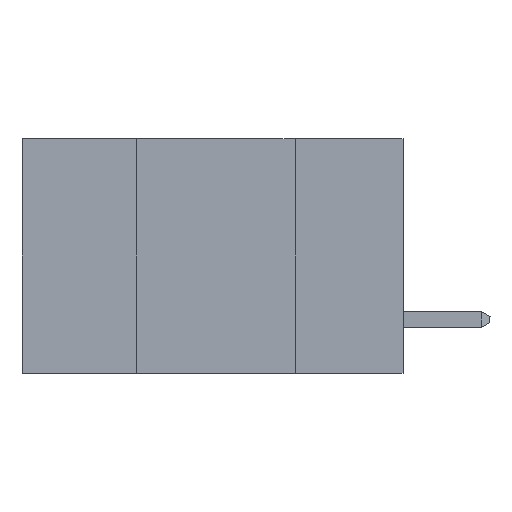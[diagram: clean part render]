
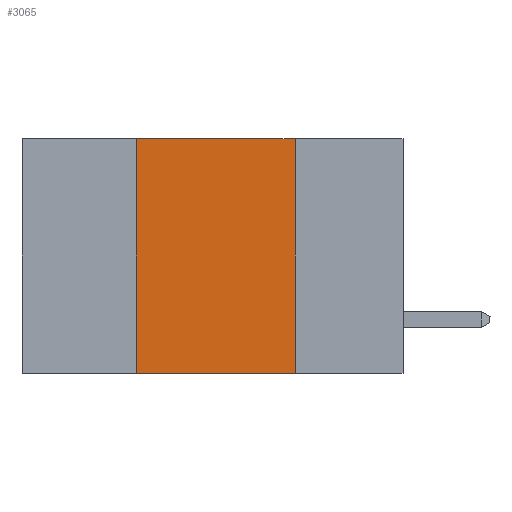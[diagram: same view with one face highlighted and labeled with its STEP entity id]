
A CAD part, left-side view. The second image highlights one B-rep face of the part: STEP entity #3065.
In plain terms, the highlighted planar face has unit normal (-1, 0, 0).
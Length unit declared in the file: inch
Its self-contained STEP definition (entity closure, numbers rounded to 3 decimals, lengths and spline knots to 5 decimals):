
#109 = FACE_OUTER_BOUND ( 'NONE', #6488, .T. ) ;
#1056 = DIRECTION ( 'NONE',  ( 0., -1., 0. ) ) ;
#3065 = ADVANCED_FACE ( 'NONE', ( #109 ), #26536, .F. ) ;
#3090 = CARTESIAN_POINT ( 'NONE',  ( 0., 0.17, -0.37 ) ) ;
#3928 = LINE ( 'NONE', #25191, #8079 ) ;
#6488 = EDGE_LOOP ( 'NONE', ( #21430, #17747, #28715, #20088 ) ) ;
#7541 = VECTOR ( 'NONE', #26454, 39.37008 ) ;
#7990 = VERTEX_POINT ( 'NONE', #10769 ) ;
#8072 = CARTESIAN_POINT ( 'NONE',  ( 0., 0.6, 0. ) ) ;
#8079 = VECTOR ( 'NONE', #10649, 39.37008 ) ;
#8232 = CARTESIAN_POINT ( 'NONE',  ( 0., 0.6, 0. ) ) ;
#10649 = DIRECTION ( 'NONE',  ( 0., 0., -1. ) ) ;
#10716 = DIRECTION ( 'NONE',  ( 1., 0., 0. ) ) ;
#10769 = CARTESIAN_POINT ( 'NONE',  ( 0., 0.17, 0. ) ) ;
#11298 = LINE ( 'NONE', #8232, #29641 ) ;
#11700 = EDGE_CURVE ( 'NONE', #20171, #28171, #22920, .T. ) ;
#11818 = CARTESIAN_POINT ( 'NONE',  ( 0., 0.42, 0. ) ) ;
#11832 = CARTESIAN_POINT ( 'NONE',  ( 0., 0.42, -0.37 ) ) ;
#13292 = VERTEX_POINT ( 'NONE', #3090 ) ;
#14118 = CARTESIAN_POINT ( 'NONE',  ( 0., 0.6, -0.37 ) ) ;
#14125 = DIRECTION ( 'NONE',  ( 0., -1., 0. ) ) ;
#14315 = AXIS2_PLACEMENT_3D ( 'NONE', #8072, #10716, #27485 ) ;
#15158 = EDGE_CURVE ( 'NONE', #20171, #13292, #28713, .T. ) ;
#15183 = VECTOR ( 'NONE', #14125, 39.37008 ) ;
#17543 = CARTESIAN_POINT ( 'NONE',  ( 0., 0.42, 0. ) ) ;
#17747 = ORIENTED_EDGE ( 'NONE', *, *, #17769, .F. ) ;
#17769 = EDGE_CURVE ( 'NONE', #28171, #7990, #11298, .T. ) ;
#20088 = ORIENTED_EDGE ( 'NONE', *, *, #15158, .T. ) ;
#20171 = VERTEX_POINT ( 'NONE', #11832 ) ;
#21430 = ORIENTED_EDGE ( 'NONE', *, *, #28719, .F. ) ;
#22920 = LINE ( 'NONE', #11818, #7541 ) ;
#25191 = CARTESIAN_POINT ( 'NONE',  ( 0., 0.17, 0. ) ) ;
#26454 = DIRECTION ( 'NONE',  ( 0., 0., 1. ) ) ;
#26536 = PLANE ( 'NONE',  #14315 ) ;
#27485 = DIRECTION ( 'NONE',  ( 0., 0., -1. ) ) ;
#28171 = VERTEX_POINT ( 'NONE', #17543 ) ;
#28713 = LINE ( 'NONE', #14118, #15183 ) ;
#28715 = ORIENTED_EDGE ( 'NONE', *, *, #11700, .F. ) ;
#28719 = EDGE_CURVE ( 'NONE', #7990, #13292, #3928, .T. ) ;
#29641 = VECTOR ( 'NONE', #1056, 39.37008 ) ;
